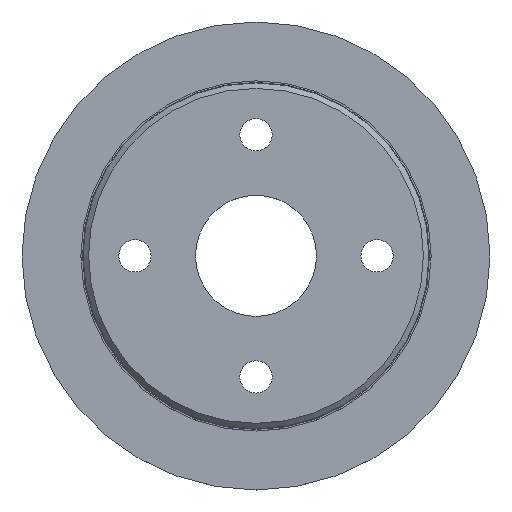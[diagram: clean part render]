
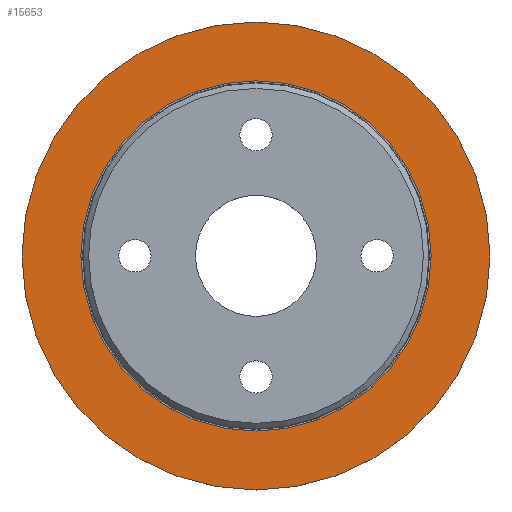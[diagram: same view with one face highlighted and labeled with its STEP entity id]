
A CAD part, top view. The second image highlights one B-rep face of the part: STEP entity #15653.
In plain terms, the highlighted face is planar.
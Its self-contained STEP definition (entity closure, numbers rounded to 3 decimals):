
#50=FACE_BOUND('',#3147,.T.);
#137=PLANE('',#16969);
#2317=FACE_OUTER_BOUND('',#3146,.T.);
#3146=EDGE_LOOP('',(#14814));
#3147=EDGE_LOOP('',(#14815));
#5913=CIRCLE('',#16970,87.);
#5914=CIRCLE('',#16971,65.1);
#7534=VERTEX_POINT('',#37293);
#7535=VERTEX_POINT('',#37295);
#9962=EDGE_CURVE('',#7534,#7534,#5913,.T.);
#9963=EDGE_CURVE('',#7535,#7535,#5914,.T.);
#14814=ORIENTED_EDGE('',*,*,#9962,.F.);
#14815=ORIENTED_EDGE('',*,*,#9963,.T.);
#15653=ADVANCED_FACE('',(#2317,#50),#137,.F.);
#16969=AXIS2_PLACEMENT_3D('',#37292,#20566,#20567);
#16970=AXIS2_PLACEMENT_3D('',#37294,#20568,#20569);
#16971=AXIS2_PLACEMENT_3D('',#37296,#20570,#20571);
#20566=DIRECTION('center_axis',(0.,0.,1.));
#20567=DIRECTION('ref_axis',(-1.,0.,0.));
#20568=DIRECTION('center_axis',(0.,0.,1.));
#20569=DIRECTION('ref_axis',(-1.,0.,0.));
#20570=DIRECTION('center_axis',(0.,0.,1.));
#20571=DIRECTION('ref_axis',(-1.,0.,0.));
#37292=CARTESIAN_POINT('Origin',(0.,0.,13.));
#37293=CARTESIAN_POINT('',(87.,0.,13.));
#37294=CARTESIAN_POINT('Origin',(0.,0.,13.));
#37295=CARTESIAN_POINT('',(-65.1,0.,13.));
#37296=CARTESIAN_POINT('Origin',(0.,0.,13.));
